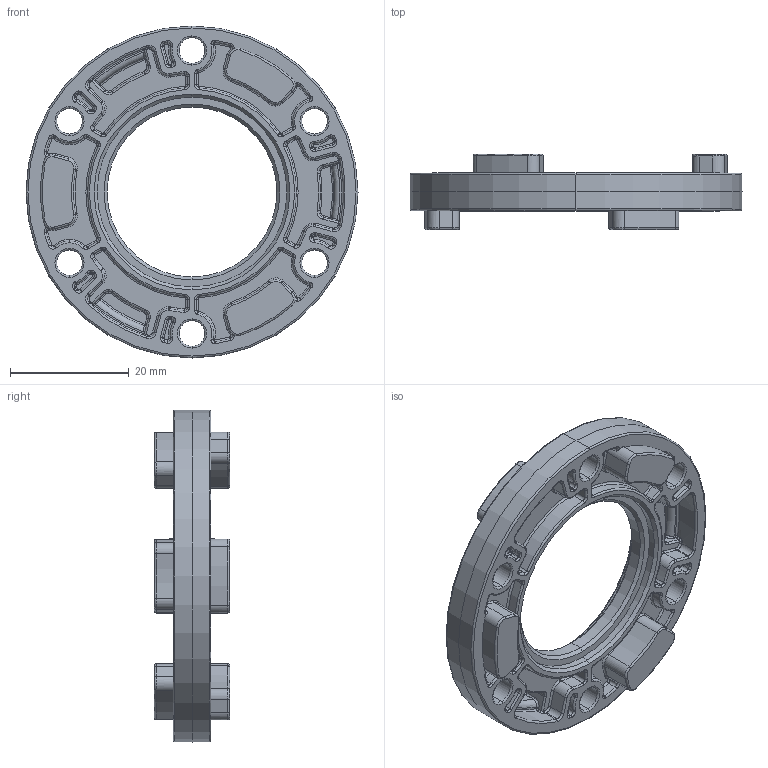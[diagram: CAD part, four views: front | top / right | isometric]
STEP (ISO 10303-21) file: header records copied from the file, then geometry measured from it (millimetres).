
FILE_DESCRIPTION (( 'STEP AP214' ), '1' );
FILE_NAME ('217-3234-STEP.STEP', '2013-12-06T21:39:01', ( '' ), ( '' ), 'SwSTEP 2.0', 'SolidWorks 2013', '' );
FILE_SCHEMA (( 'AUTOMOTIVE_DESIGN' ));
Length unit declared in the file: millimetre
Products named in the file (1): 217-3234-STEP
Bounding box: 55.88 x 12.7 x 55.88 mm (x, y, z)
Volume: 7667 mm3; surface area: 8466.9 mm2
Topology: 1 solids, 1 shells, 1481 faces, 3464 edges, 1971 vertices
Faces by surface type: torus 737, cylinder 550, plane 118, sphere 40, bspline 24, cone 12
Entity records: 43240 total; most frequent: DIRECTION 8832, CARTESIAN_POINT 7903, ORIENTED_EDGE 6848, AXIS2_PLACEMENT_3D 4012, EDGE_CURVE 3424, CIRCLE 2554, VERTEX_POINT 1971, EDGE_LOOP 1521
